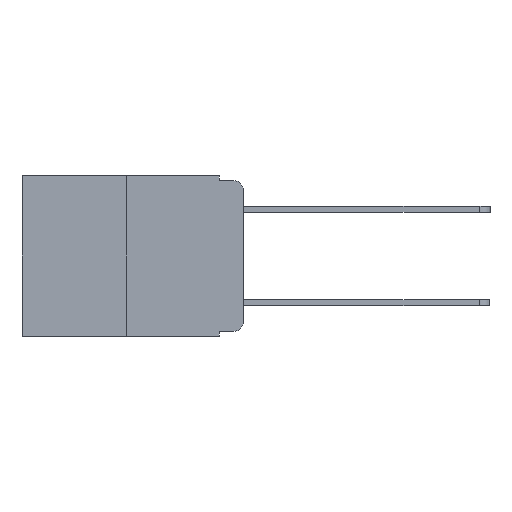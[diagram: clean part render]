
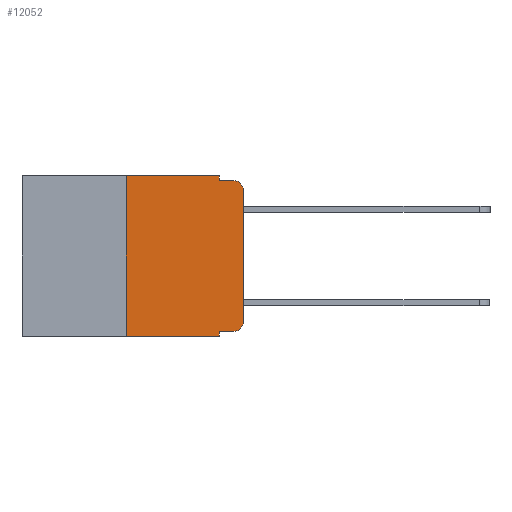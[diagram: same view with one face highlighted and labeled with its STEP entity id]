
A CAD part, left-side view. The second image highlights one B-rep face of the part: STEP entity #12052.
In plain terms, the highlighted planar face has unit normal (-1, 0, 0).
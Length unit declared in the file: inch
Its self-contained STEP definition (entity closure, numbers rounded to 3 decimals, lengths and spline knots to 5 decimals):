
#227 = VERTEX_POINT ( 'NONE', #10762 ) ;
#301 = CARTESIAN_POINT ( 'NONE',  ( 0., 0.051, -0.343 ) ) ;
#379 = DIRECTION ( 'NONE',  ( 0., 0., -1. ) ) ;
#429 = LINE ( 'NONE', #12227, #14094 ) ;
#532 = CARTESIAN_POINT ( 'NONE',  ( 0., 0.051, -0.333 ) ) ;
#573 = VERTEX_POINT ( 'NONE', #11625 ) ;
#842 = CARTESIAN_POINT ( 'NONE',  ( 0., 0.25, 0. ) ) ;
#1150 = DIRECTION ( 'NONE',  ( 0., 0., -1. ) ) ;
#1581 = EDGE_CURVE ( 'NONE', #573, #227, #8126, .T. ) ;
#1599 = LINE ( 'NONE', #6379, #4648 ) ;
#1813 = DIRECTION ( 'NONE',  ( 0., -1., 0. ) ) ;
#1852 = ORIENTED_EDGE ( 'NONE', *, *, #5776, .T. ) ;
#1855 = DIRECTION ( 'NONE',  ( 0., -1., 0. ) ) ;
#1902 = VECTOR ( 'NONE', #15113, 39.37008 ) ;
#1964 = CARTESIAN_POINT ( 'NONE',  ( 0., 0., -0.313 ) ) ;
#1992 = AXIS2_PLACEMENT_3D ( 'NONE', #10124, #8916, #1150 ) ;
#2002 = EDGE_CURVE ( 'NONE', #13410, #16193, #9140, .T. ) ;
#2122 = EDGE_CURVE ( 'NONE', #9613, #13932, #429, .T. ) ;
#2160 = ORIENTED_EDGE ( 'NONE', *, *, #6439, .T. ) ;
#2308 = CARTESIAN_POINT ( 'NONE',  ( 0., 0.25, 0. ) ) ;
#2336 = CARTESIAN_POINT ( 'NONE',  ( 0., 0.473, -0.343 ) ) ;
#2469 = VECTOR ( 'NONE', #8649, 39.37008 ) ;
#2783 = VECTOR ( 'NONE', #1855, 39.37008 ) ;
#3177 = DIRECTION ( 'NONE',  ( 0., 0., 1. ) ) ;
#3449 = EDGE_CURVE ( 'NONE', #13124, #573, #1599, .T. ) ;
#3500 = EDGE_LOOP ( 'NONE', ( #1852, #11329, #5322, #15575, #4579, #8833, #12398, #11608, #2160, #8683 ) ) ;
#3744 = EDGE_CURVE ( 'NONE', #227, #16193, #10111, .T. ) ;
#4201 = CARTESIAN_POINT ( 'NONE',  ( 0., 0.02, -0.01 ) ) ;
#4579 = ORIENTED_EDGE ( 'NONE', *, *, #3449, .F. ) ;
#4648 = VECTOR ( 'NONE', #15347, 39.37008 ) ;
#5260 = VECTOR ( 'NONE', #3177, 39.37008 ) ;
#5322 = ORIENTED_EDGE ( 'NONE', *, *, #3744, .F. ) ;
#5660 = CARTESIAN_POINT ( 'NONE',  ( 0., 0.051, -0.01 ) ) ;
#5776 = EDGE_CURVE ( 'NONE', #15405, #13410, #12064, .T. ) ;
#5811 = LINE ( 'NONE', #532, #2783 ) ;
#6270 = DIRECTION ( 'NONE',  ( 0., 0., -1. ) ) ;
#6379 = CARTESIAN_POINT ( 'NONE',  ( 0., 0.473, 0. ) ) ;
#6439 = EDGE_CURVE ( 'NONE', #9613, #16363, #5811, .T. ) ;
#6690 = VECTOR ( 'NONE', #1813, 39.37008 ) ;
#6979 = CARTESIAN_POINT ( 'NONE',  ( 0., 0., -0.03 ) ) ;
#7339 = EDGE_CURVE ( 'NONE', #16363, #15405, #13706, .T. ) ;
#7504 = PLANE ( 'NONE',  #1992 ) ;
#7658 = EDGE_CURVE ( 'NONE', #12611, #13124, #12284, .T. ) ;
#7801 = AXIS2_PLACEMENT_3D ( 'NONE', #15779, #8140, #379 ) ;
#8126 = LINE ( 'NONE', #11326, #2469 ) ;
#8140 = DIRECTION ( 'NONE',  ( -1., 0., 0. ) ) ;
#8324 = CARTESIAN_POINT ( 'NONE',  ( 0., 0., 0. ) ) ;
#8649 = DIRECTION ( 'NONE',  ( 0., 0., -1. ) ) ;
#8683 = ORIENTED_EDGE ( 'NONE', *, *, #7339, .T. ) ;
#8765 = DIRECTION ( 'NONE',  ( 0., 0., 1. ) ) ;
#8833 = ORIENTED_EDGE ( 'NONE', *, *, #7658, .F. ) ;
#8916 = DIRECTION ( 'NONE',  ( 1., 0., 0. ) ) ;
#9140 = CIRCLE ( 'NONE', #11788, 0.02 ) ;
#9205 = DIRECTION ( 'NONE',  ( -1., 0., 0. ) ) ;
#9613 = VERTEX_POINT ( 'NONE', #16644 ) ;
#9848 = FACE_OUTER_BOUND ( 'NONE', #3500, .T. ) ;
#10111 = LINE ( 'NONE', #5660, #6690 ) ;
#10124 = CARTESIAN_POINT ( 'NONE',  ( 0., 0.473, 0. ) ) ;
#10762 = CARTESIAN_POINT ( 'NONE',  ( 0., 0.051, -0.01 ) ) ;
#11158 = CARTESIAN_POINT ( 'NONE',  ( 0., 0.25, -0.343 ) ) ;
#11326 = CARTESIAN_POINT ( 'NONE',  ( 0., 0.051, 0. ) ) ;
#11329 = ORIENTED_EDGE ( 'NONE', *, *, #2002, .T. ) ;
#11608 = ORIENTED_EDGE ( 'NONE', *, *, #2122, .F. ) ;
#11625 = CARTESIAN_POINT ( 'NONE',  ( 0., 0.051, 0. ) ) ;
#11788 = AXIS2_PLACEMENT_3D ( 'NONE', #12642, #9205, #13653 ) ;
#12052 = ADVANCED_FACE ( 'NONE', ( #9848 ), #7504, .F. ) ;
#12064 = LINE ( 'NONE', #8324, #5260 ) ;
#12163 = CARTESIAN_POINT ( 'NONE',  ( 0., 0.02, -0.333 ) ) ;
#12227 = CARTESIAN_POINT ( 'NONE',  ( 0., 0.051, 0. ) ) ;
#12284 = LINE ( 'NONE', #2308, #12695 ) ;
#12398 = ORIENTED_EDGE ( 'NONE', *, *, #14310, .T. ) ;
#12611 = VERTEX_POINT ( 'NONE', #11158 ) ;
#12642 = CARTESIAN_POINT ( 'NONE',  ( 0., 0.02, -0.03 ) ) ;
#12695 = VECTOR ( 'NONE', #8765, 39.37008 ) ;
#13124 = VERTEX_POINT ( 'NONE', #842 ) ;
#13410 = VERTEX_POINT ( 'NONE', #6979 ) ;
#13653 = DIRECTION ( 'NONE',  ( 0., 0., -1. ) ) ;
#13706 = CIRCLE ( 'NONE', #7801, 0.02 ) ;
#13932 = VERTEX_POINT ( 'NONE', #301 ) ;
#14094 = VECTOR ( 'NONE', #6270, 39.37008 ) ;
#14310 = EDGE_CURVE ( 'NONE', #12611, #13932, #15954, .T. ) ;
#15113 = DIRECTION ( 'NONE',  ( 0., -1., 0. ) ) ;
#15347 = DIRECTION ( 'NONE',  ( 0., -1., 0. ) ) ;
#15405 = VERTEX_POINT ( 'NONE', #1964 ) ;
#15575 = ORIENTED_EDGE ( 'NONE', *, *, #1581, .F. ) ;
#15779 = CARTESIAN_POINT ( 'NONE',  ( 0., 0.02, -0.313 ) ) ;
#15954 = LINE ( 'NONE', #2336, #1902 ) ;
#16193 = VERTEX_POINT ( 'NONE', #4201 ) ;
#16363 = VERTEX_POINT ( 'NONE', #12163 ) ;
#16644 = CARTESIAN_POINT ( 'NONE',  ( 0., 0.051, -0.333 ) ) ;
